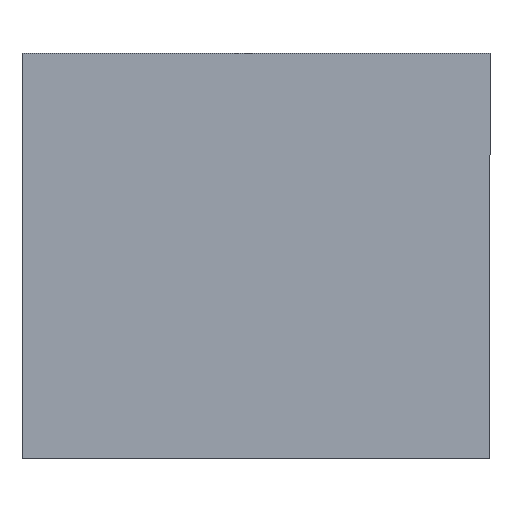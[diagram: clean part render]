
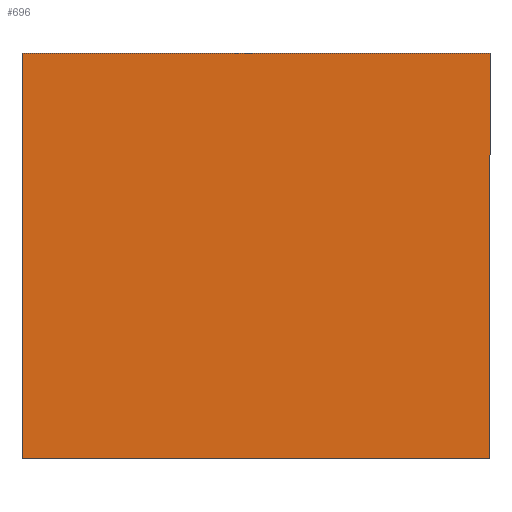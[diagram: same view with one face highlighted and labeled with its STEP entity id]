
A CAD part, front view. The second image highlights one B-rep face of the part: STEP entity #696.
In plain terms, the highlighted planar face has unit normal (0, -1, 0).
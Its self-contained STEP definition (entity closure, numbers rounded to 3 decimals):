
#10 = CARTESIAN_POINT ( 'NONE',  ( -12., 0., -62.6 ) ) ;
#35 = ORIENTED_EDGE ( 'NONE', *, *, #1529, .F. ) ;
#144 = VECTOR ( 'NONE', #360, 1000. ) ;
#151 = EDGE_CURVE ( 'NONE', #1742, #1025, #1378, .T. ) ;
#168 = EDGE_CURVE ( 'NONE', #1025, #763, #770, .T. ) ;
#207 = CARTESIAN_POINT ( 'NONE',  ( 74.6, 0., -62.6 ) ) ;
#289 = CARTESIAN_POINT ( 'NONE',  ( 0., 0., 0. ) ) ;
#316 = ORIENTED_EDGE ( 'NONE', *, *, #168, .T. ) ;
#360 = DIRECTION ( 'NONE',  ( 0., 0., 1. ) ) ;
#427 = LINE ( 'NONE', #438, #848 ) ;
#438 = CARTESIAN_POINT ( 'NONE',  ( -12., 0., 0. ) ) ;
#495 = VERTEX_POINT ( 'NONE', #1304 ) ;
#639 = CARTESIAN_POINT ( 'NONE',  ( 74.6, 0., 0. ) ) ;
#696 = ADVANCED_FACE ( 'NONE', ( #725 ), #1446, .F. ) ;
#716 = ORIENTED_EDGE ( 'NONE', *, *, #151, .T. ) ;
#725 = FACE_OUTER_BOUND ( 'NONE', #966, .T. ) ;
#763 = VERTEX_POINT ( 'NONE', #1770 ) ;
#770 = LINE ( 'NONE', #639, #144 ) ;
#845 = ORIENTED_EDGE ( 'NONE', *, *, #1521, .T. ) ;
#848 = VECTOR ( 'NONE', #1899, 1000. ) ;
#966 = EDGE_LOOP ( 'NONE', ( #35, #845, #716, #316 ) ) ;
#1016 = CARTESIAN_POINT ( 'NONE',  ( 0., 0., 12.4 ) ) ;
#1025 = VERTEX_POINT ( 'NONE', #207 ) ;
#1176 = DIRECTION ( 'NONE',  ( 0., 0., 1. ) ) ;
#1234 = AXIS2_PLACEMENT_3D ( 'NONE', #289, #1917, #1176 ) ;
#1304 = CARTESIAN_POINT ( 'NONE',  ( -12., 0., 12.4 ) ) ;
#1378 = LINE ( 'NONE', #1647, #1815 ) ;
#1446 = PLANE ( 'NONE',  #1234 ) ;
#1471 = LINE ( 'NONE', #1016, #1497 ) ;
#1497 = VECTOR ( 'NONE', #1607, 1000. ) ;
#1521 = EDGE_CURVE ( 'NONE', #495, #1742, #427, .T. ) ;
#1529 = EDGE_CURVE ( 'NONE', #495, #763, #1471, .T. ) ;
#1607 = DIRECTION ( 'NONE',  ( 1., 0., 0. ) ) ;
#1647 = CARTESIAN_POINT ( 'NONE',  ( 0., 0., -62.6 ) ) ;
#1677 = DIRECTION ( 'NONE',  ( 1., 0., 0. ) ) ;
#1742 = VERTEX_POINT ( 'NONE', #10 ) ;
#1770 = CARTESIAN_POINT ( 'NONE',  ( 74.6, 0., 12.4 ) ) ;
#1815 = VECTOR ( 'NONE', #1677, 1000. ) ;
#1899 = DIRECTION ( 'NONE',  ( 0., 0., -1. ) ) ;
#1917 = DIRECTION ( 'NONE',  ( 0., 1., 0. ) ) ;
